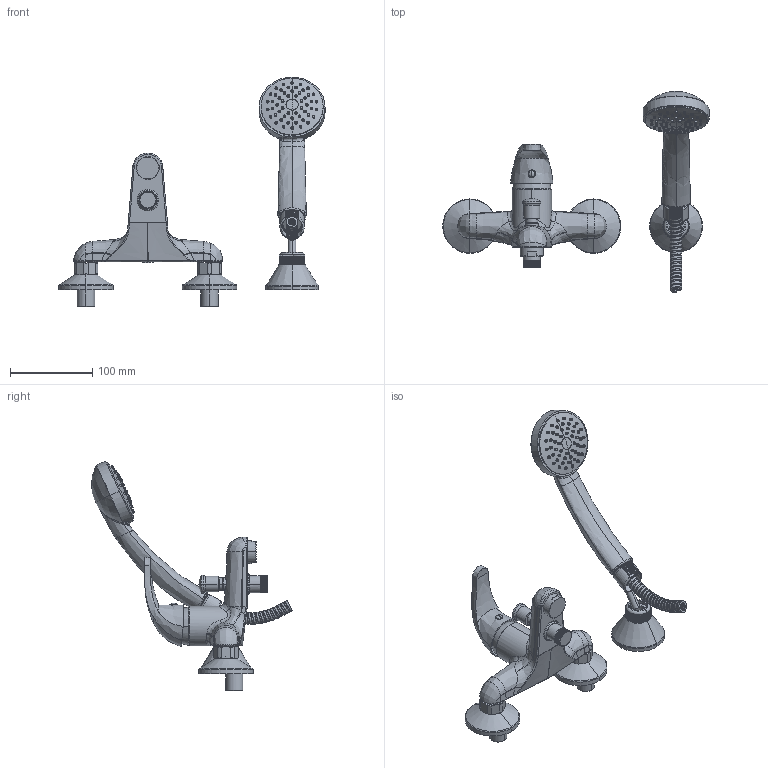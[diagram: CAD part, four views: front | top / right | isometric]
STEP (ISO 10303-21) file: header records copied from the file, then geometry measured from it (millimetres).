
FILE_DESCRIPTION((''),'2;1');
FILE_NAME('PE023CR_SW0001','2024-09-23T14:03:50',('alberto.gaboardi'),('PAFFONI SpA'),'CREO PARAMETRIC BY PTC INC, 2022124','CREO PARAMETRIC BY PTC INC, 2022124','');
FILE_SCHEMA(('CONFIG_CONTROL_DESIGN','SHAPE_APPEARANCE_LAYERS_GROUPS'));
Products named in the file (1): PE023CR_SW0001
Bounding box: 323.23 x 243.87 x 278.75 mm (x, y, z)
Volume: 792202.4 mm3; surface area: 151088.8 mm2
Topology: 6 solids, 7 shells, 1515 faces, 3913 edges, 2472 vertices
Faces by surface type: cylinder 545, plane 441, bspline 199, cone 171, torus 146, sphere 13
Entity records: 106748 total; most frequent: CARTESIAN_POINT 59769, DIRECTION 7809, ORIENTED_EDGE 7794, EDGE_CURVE 3897, AXIS2_PLACEMENT_3D 3305, VERTEX_POINT 2472, CIRCLE 1988, EDGE_LOOP 1603
